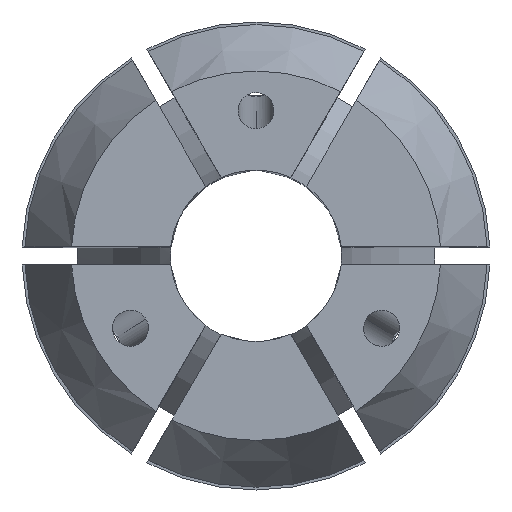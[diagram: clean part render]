
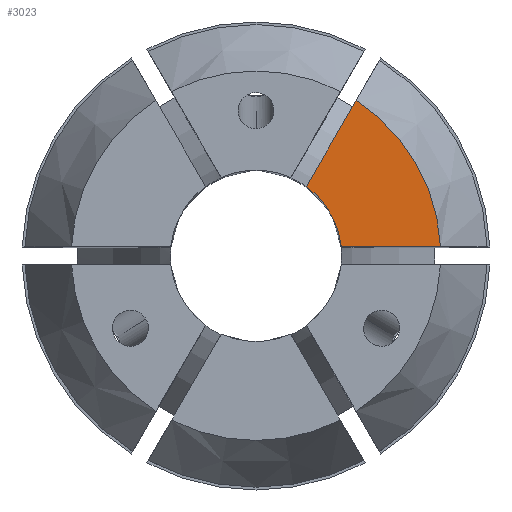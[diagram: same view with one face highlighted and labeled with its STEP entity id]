
A CAD part, top view. The second image highlights one B-rep face of the part: STEP entity #3023.
In plain terms, the highlighted planar face has unit normal (0, 0, 1).
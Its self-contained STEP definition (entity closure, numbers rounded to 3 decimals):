
#15 = CARTESIAN_POINT ( 'NONE',  ( 0., 10.263, 34. ) ) ;
#22 = DIRECTION ( 'NONE',  ( -1., 0., 0. ) ) ;
#58 = CARTESIAN_POINT ( 'NONE',  ( 4.736, 0.5, 34. ) ) ;
#275 = VECTOR ( 'NONE', #22, 1000. ) ;
#276 = CARTESIAN_POINT ( 'NONE',  ( 4.877, 7.447, 34. ) ) ;
#363 = FACE_OUTER_BOUND ( 'NONE', #2434, .T. ) ;
#371 = CARTESIAN_POINT ( 'NONE',  ( 0., 0., 34. ) ) ;
#556 = DIRECTION ( 'NONE',  ( 0.5, 0.866, 0. ) ) ;
#564 = ORIENTED_EDGE ( 'NONE', *, *, #2632, .F. ) ;
#584 = CARTESIAN_POINT ( 'NONE',  ( 0., 0.5, 34. ) ) ;
#631 = CARTESIAN_POINT ( 'NONE',  ( 5.558, 8.627, 34. ) ) ;
#658 = VERTEX_POINT ( 'NONE', #2589 ) ;
#694 = ORIENTED_EDGE ( 'NONE', *, *, #2009, .F. ) ;
#728 = VECTOR ( 'NONE', #556, 1000. ) ;
#749 = DIRECTION ( 'NONE',  ( -1., 0., 0. ) ) ;
#789 = DIRECTION ( 'NONE',  ( 0., 0., -1. ) ) ;
#808 = EDGE_CURVE ( 'NONE', #1847, #658, #1645, .T. ) ;
#1038 = LINE ( 'NONE', #584, #275 ) ;
#1127 = LINE ( 'NONE', #276, #728 ) ;
#1541 = AXIS2_PLACEMENT_3D ( 'NONE', #371, #2181, #3339 ) ;
#1645 = CIRCLE ( 'NONE', #1541, 4.762 ) ;
#1799 = ORIENTED_EDGE ( 'NONE', *, *, #2623, .F. ) ;
#1847 = VERTEX_POINT ( 'NONE', #58 ) ;
#1906 = ORIENTED_EDGE ( 'NONE', *, *, #808, .F. ) ;
#2009 = EDGE_CURVE ( 'NONE', #3719, #2180, #2789, .T. ) ;
#2017 = DIRECTION ( 'NONE',  ( 0., 0., 1. ) ) ;
#2180 = VERTEX_POINT ( 'NONE', #3406 ) ;
#2181 = DIRECTION ( 'NONE',  ( 0., 0., 1. ) ) ;
#2272 = DIRECTION ( 'NONE',  ( 1., 0., 0. ) ) ;
#2434 = EDGE_LOOP ( 'NONE', ( #1799, #1906, #564, #694 ) ) ;
#2589 = CARTESIAN_POINT ( 'NONE',  ( 2.801, 3.852, 34. ) ) ;
#2623 = EDGE_CURVE ( 'NONE', #658, #3719, #1127, .T. ) ;
#2632 = EDGE_CURVE ( 'NONE', #2180, #1847, #1038, .T. ) ;
#2789 = CIRCLE ( 'NONE', #3267, 10.263 ) ;
#3004 = CARTESIAN_POINT ( 'NONE',  ( 0., 0., 34. ) ) ;
#3023 = ADVANCED_FACE ( 'NONE', ( #363 ), #3709, .T. ) ;
#3180 = AXIS2_PLACEMENT_3D ( 'NONE', #15, #2017, #2272 ) ;
#3267 = AXIS2_PLACEMENT_3D ( 'NONE', #3004, #789, #749 ) ;
#3339 = DIRECTION ( 'NONE',  ( 1., 0., 0. ) ) ;
#3406 = CARTESIAN_POINT ( 'NONE',  ( 10.251, 0.5, 34. ) ) ;
#3709 = PLANE ( 'NONE',  #3180 ) ;
#3719 = VERTEX_POINT ( 'NONE', #631 ) ;
